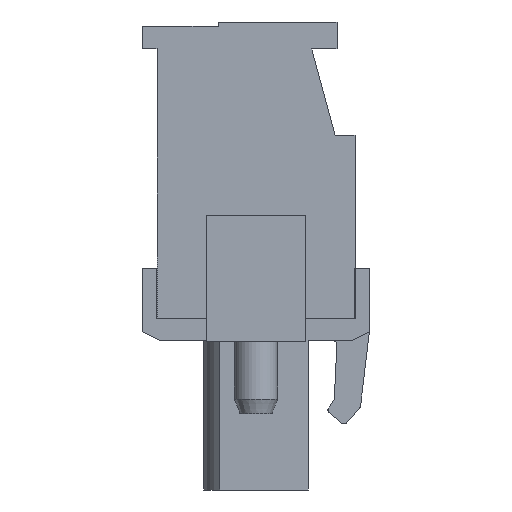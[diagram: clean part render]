
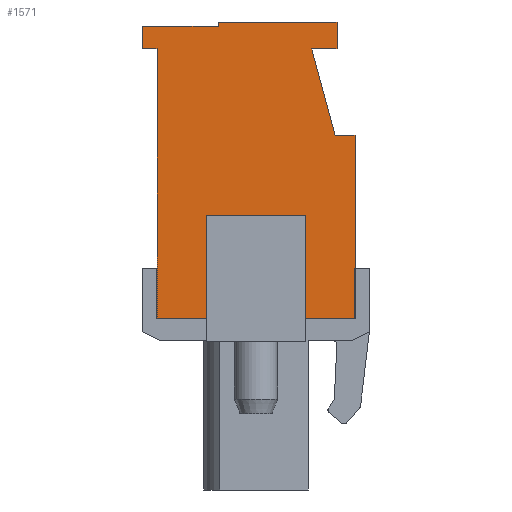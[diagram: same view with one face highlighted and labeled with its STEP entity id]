
A CAD part, left-side view. The second image highlights one B-rep face of the part: STEP entity #1571.
In plain terms, the highlighted planar face has unit normal (-1, 0, 0).
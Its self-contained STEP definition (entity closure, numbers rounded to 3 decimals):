
#1571 = ADVANCED_FACE( '', ( #3807 ), #3808, .T. );
#3807 = FACE_OUTER_BOUND( '', #6891, .T. );
#3808 = PLANE( '', #6892 );
#6891 = EDGE_LOOP( '', ( #10821, #10822, #10823, #10824, #10825, #10826, #10827, #10828, #10829, #10830, #10831, #10832, #10833, #10834, #10835, #10836 ) );
#6892 = AXIS2_PLACEMENT_3D( '', #10837, #10838, #10839 );
#10821 = ORIENTED_EDGE( '', *, *, #19634, .F. );
#10822 = ORIENTED_EDGE( '', *, *, #19635, .F. );
#10823 = ORIENTED_EDGE( '', *, *, #19636, .F. );
#10824 = ORIENTED_EDGE( '', *, *, #19378, .T. );
#10825 = ORIENTED_EDGE( '', *, *, #19637, .T. );
#10826 = ORIENTED_EDGE( '', *, *, #19638, .T. );
#10827 = ORIENTED_EDGE( '', *, *, #19639, .T. );
#10828 = ORIENTED_EDGE( '', *, *, #19640, .T. );
#10829 = ORIENTED_EDGE( '', *, *, #19641, .T. );
#10830 = ORIENTED_EDGE( '', *, *, #19642, .T. );
#10831 = ORIENTED_EDGE( '', *, *, #19643, .T. );
#10832 = ORIENTED_EDGE( '', *, *, #19644, .T. );
#10833 = ORIENTED_EDGE( '', *, *, #19645, .T. );
#10834 = ORIENTED_EDGE( '', *, *, #19646, .T. );
#10835 = ORIENTED_EDGE( '', *, *, #19647, .T. );
#10836 = ORIENTED_EDGE( '', *, *, #19380, .T. );
#10837 = CARTESIAN_POINT( '', ( -20.32, 0., 0. ) );
#10838 = DIRECTION( '', ( -1., 0., 0. ) );
#10839 = DIRECTION( '', ( 0., 0., 1. ) );
#19378 = EDGE_CURVE( '', #23513, #23511, #23514, .T. );
#19380 = EDGE_CURVE( '', #23455, #23515, #23517, .T. );
#19634 = EDGE_CURVE( '', #23942, #23515, #23943, .T. );
#19635 = EDGE_CURVE( '', #23944, #23942, #23945, .T. );
#19636 = EDGE_CURVE( '', #23513, #23944, #23946, .T. );
#19637 = EDGE_CURVE( '', #23511, #23947, #23948, .T. );
#19638 = EDGE_CURVE( '', #23947, #23949, #23950, .T. );
#19639 = EDGE_CURVE( '', #23949, #23951, #23952, .T. );
#19640 = EDGE_CURVE( '', #23951, #23953, #23954, .T. );
#19641 = EDGE_CURVE( '', #23953, #23955, #23956, .T. );
#19642 = EDGE_CURVE( '', #23955, #23957, #23958, .T. );
#19643 = EDGE_CURVE( '', #23957, #23959, #23960, .T. );
#19644 = EDGE_CURVE( '', #23959, #23961, #23962, .T. );
#19645 = EDGE_CURVE( '', #23961, #23963, #23964, .T. );
#19646 = EDGE_CURVE( '', #23963, #23965, #23966, .T. );
#19647 = EDGE_CURVE( '', #23965, #23455, #23967, .T. );
#23455 = VERTEX_POINT( '', #29333 );
#23511 = VERTEX_POINT( '', #29421 );
#23513 = VERTEX_POINT( '', #29424 );
#23514 = LINE( '', #29425, #29426 );
#23515 = VERTEX_POINT( '', #29427 );
#23517 = LINE( '', #29430, #29431 );
#23942 = VERTEX_POINT( '', #30036 );
#23943 = LINE( '', #30037, #30038 );
#23944 = VERTEX_POINT( '', #30039 );
#23945 = LINE( '', #30040, #30041 );
#23946 = LINE( '', #30042, #30043 );
#23947 = VERTEX_POINT( '', #30044 );
#23948 = LINE( '', #30045, #30046 );
#23949 = VERTEX_POINT( '', #30047 );
#23950 = LINE( '', #30048, #30049 );
#23951 = VERTEX_POINT( '', #30050 );
#23952 = LINE( '', #30051, #30052 );
#23953 = VERTEX_POINT( '', #30053 );
#23954 = LINE( '', #30054, #30055 );
#23955 = VERTEX_POINT( '', #30056 );
#23956 = LINE( '', #30057, #30058 );
#23957 = VERTEX_POINT( '', #30059 );
#23958 = LINE( '', #30060, #30061 );
#23959 = VERTEX_POINT( '', #30062 );
#23960 = LINE( '', #30063, #30064 );
#23961 = VERTEX_POINT( '', #30065 );
#23962 = LINE( '', #30066, #30067 );
#23963 = VERTEX_POINT( '', #30068 );
#23964 = LINE( '', #30069, #30070 );
#23965 = VERTEX_POINT( '', #30071 );
#23966 = LINE( '', #30072, #30073 );
#23967 = LINE( '', #30074, #30075 );
#29333 = CARTESIAN_POINT( '', ( -20.32, 5.5, -7.5 ) );
#29421 = CARTESIAN_POINT( '', ( -20.32, -5.5, -7.5 ) );
#29424 = CARTESIAN_POINT( '', ( -20.32, -2.75, -7.5 ) );
#29425 = CARTESIAN_POINT( '', ( -20.32, 5.5, -7.5 ) );
#29426 = VECTOR( '', #36348, 1000. );
#29427 = CARTESIAN_POINT( '', ( -20.32, 2.75, -7.5 ) );
#29430 = CARTESIAN_POINT( '', ( -20.32, 5.5, -7.5 ) );
#29431 = VECTOR( '', #36350, 1000. );
#30036 = CARTESIAN_POINT( '', ( -20.32, 2.75, -1.75 ) );
#30037 = CARTESIAN_POINT( '', ( -20.32, 2.75, -1.75 ) );
#30038 = VECTOR( '', #36591, 1000. );
#30039 = CARTESIAN_POINT( '', ( -20.32, -2.75, -1.75 ) );
#30040 = CARTESIAN_POINT( '', ( -20.32, -2.75, -1.75 ) );
#30041 = VECTOR( '', #36592, 1000. );
#30042 = CARTESIAN_POINT( '', ( -20.32, -2.75, -8.75 ) );
#30043 = VECTOR( '', #36593, 1000. );
#30044 = CARTESIAN_POINT( '', ( -20.32, -5.5, 2.7 ) );
#30045 = CARTESIAN_POINT( '', ( -20.32, -5.5, -7.5 ) );
#30046 = VECTOR( '', #36594, 1000. );
#30047 = CARTESIAN_POINT( '', ( -20.32, -4.4, 2.7 ) );
#30048 = CARTESIAN_POINT( '', ( -20.32, -5.5, 2.7 ) );
#30049 = VECTOR( '', #36595, 1000. );
#30050 = CARTESIAN_POINT( '', ( -20.32, -3.1, 7.5 ) );
#30051 = CARTESIAN_POINT( '', ( -20.32, -4.4, 2.7 ) );
#30052 = VECTOR( '', #36596, 1000. );
#30053 = CARTESIAN_POINT( '', ( -20.32, -4.5, 7.5 ) );
#30054 = CARTESIAN_POINT( '', ( -20.32, -3.1, 7.5 ) );
#30055 = VECTOR( '', #36597, 1000. );
#30056 = CARTESIAN_POINT( '', ( -20.32, -4.5, 9. ) );
#30057 = CARTESIAN_POINT( '', ( -20.32, -4.5, 7.5 ) );
#30058 = VECTOR( '', #36598, 1000. );
#30059 = CARTESIAN_POINT( '', ( -20.32, 2.1, 9. ) );
#30060 = CARTESIAN_POINT( '', ( -20.32, -4.5, 9. ) );
#30061 = VECTOR( '', #36599, 1000. );
#30062 = CARTESIAN_POINT( '', ( -20.32, 2.1, 8.75 ) );
#30063 = CARTESIAN_POINT( '', ( -20.32, 2.1, 9. ) );
#30064 = VECTOR( '', #36600, 1000. );
#30065 = CARTESIAN_POINT( '', ( -20.32, 6.3, 8.75 ) );
#30066 = CARTESIAN_POINT( '', ( -20.32, 2.1, 8.75 ) );
#30067 = VECTOR( '', #36601, 1000. );
#30068 = CARTESIAN_POINT( '', ( -20.32, 6.3, 7.5 ) );
#30069 = CARTESIAN_POINT( '', ( -20.32, 6.3, 8.75 ) );
#30070 = VECTOR( '', #36602, 1000. );
#30071 = CARTESIAN_POINT( '', ( -20.32, 5.5, 7.5 ) );
#30072 = CARTESIAN_POINT( '', ( -20.32, 6.3, 7.5 ) );
#30073 = VECTOR( '', #36603, 1000. );
#30074 = CARTESIAN_POINT( '', ( -20.32, 5.5, 7.5 ) );
#30075 = VECTOR( '', #36604, 1000. );
#36348 = DIRECTION( '', ( 0., -1., 0. ) );
#36350 = DIRECTION( '', ( 0., -1., 0. ) );
#36591 = DIRECTION( '', ( 0., 0., -1. ) );
#36592 = DIRECTION( '', ( 0., 1., 0. ) );
#36593 = DIRECTION( '', ( 0., 0., 1. ) );
#36594 = DIRECTION( '', ( 0., 0., 1. ) );
#36595 = DIRECTION( '', ( 0., 1., 0. ) );
#36596 = DIRECTION( '', ( 0., 0.261, 0.965 ) );
#36597 = DIRECTION( '', ( 0., -1., 0. ) );
#36598 = DIRECTION( '', ( 0., 0., 1. ) );
#36599 = DIRECTION( '', ( 0., 1., 0. ) );
#36600 = DIRECTION( '', ( 0., 0., -1. ) );
#36601 = DIRECTION( '', ( 0., 1., 0. ) );
#36602 = DIRECTION( '', ( 0., 0., -1. ) );
#36603 = DIRECTION( '', ( 0., -1., 0. ) );
#36604 = DIRECTION( '', ( 0., 0., -1. ) );
